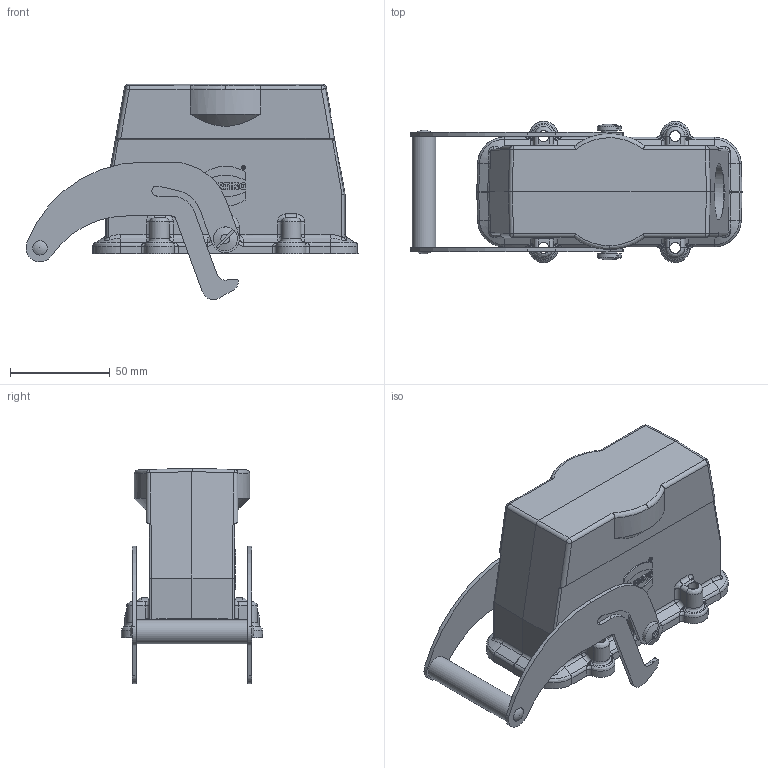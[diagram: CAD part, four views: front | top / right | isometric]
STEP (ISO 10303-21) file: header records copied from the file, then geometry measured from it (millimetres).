
FILE_DESCRIPTION(/* description */ (''),/* implementation_level */ '2;1');
FILE_NAME(/* name */ '100768645ugm000_a.stp',/* time_stamp */ '2018-03-07T10:14:27+01:00',/* author */ (''),/* organization */ (''),/* preprocessor_version */ 'ST-DEVELOPER v16',/* originating_system */ 'SIEMENS PLM Software NX 10.0',/* authorisation */ '');
FILE_SCHEMA (('AUTOMOTIVE_DESIGN { 1 0 10303 214 3 1 1 1 }'));
Length unit declared in the file: millimetre
Products named in the file (1): 100768645ugm000_a
Bounding box: 166.5 x 70.8 x 107.98 mm (x, y, z)
Volume: 167348.7 mm3; surface area: 79649.3 mm2
Topology: 2 solids, 2 shells, 727 faces, 1785 edges, 1058 vertices
Faces by surface type: cylinder 235, plane 228, bspline 217, cone 36, extrusion 9, sphere 2
Full cylindrical faces by diameter (mm): 1.507 x1, 1.972 x1, 3 x4, 5.4 x4, 8 x2, 12 x3, 28.3 x1
Entity records: 35140 total; most frequent: CARTESIAN_POINT 14789, ORIENTED_EDGE 3416, DIRECTION 2772, EDGE_CURVE 1708, VERTEX_POINT 1034, AXIS2_PLACEMENT_3D 977, VECTOR 818, LINE 809
